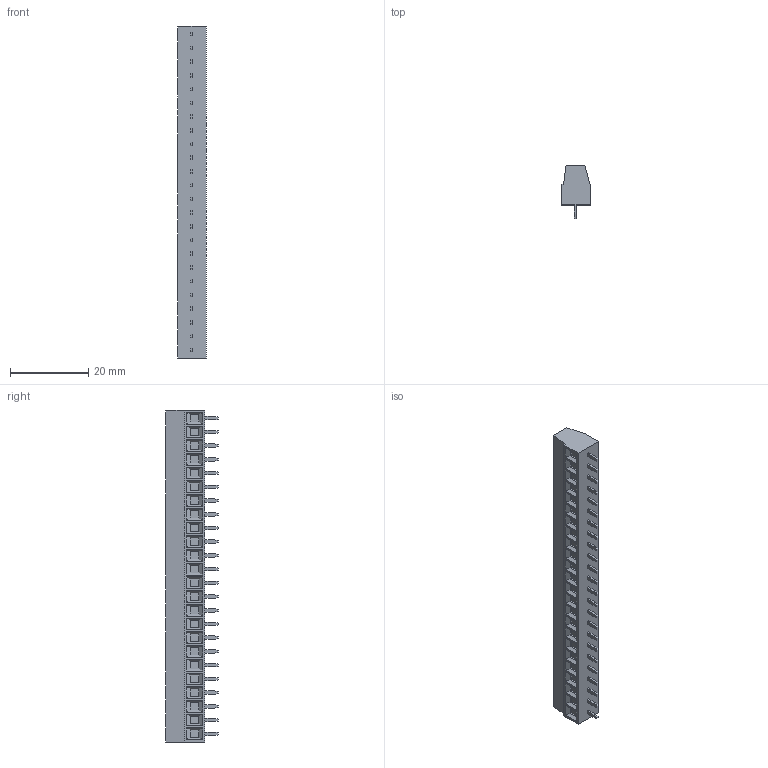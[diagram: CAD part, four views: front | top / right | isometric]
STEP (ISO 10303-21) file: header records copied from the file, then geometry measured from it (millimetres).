
FILE_DESCRIPTION((''),'2;1');
FILE_NAME('PRT0050','2024-10-31T',('yanfa'),(''),'PRO/ENGINEER BY PARAMETRIC TECHNOLOGY CORPORATION, 2009280','PRO/ENGINEER BY PARAMETRIC TECHNOLOGY CORPORATION, 2009280','');
FILE_SCHEMA(('AUTOMOTIVE_DESIGN_CC2 { 1 2 10303 214 -1 1 5 2 }'));
Length unit declared in the file: millimetre
Products named in the file (1): PRT0050
Bounding box: 7.3 x 13.5 x 84.7 mm (x, y, z)
Volume: 5231.5 mm3; surface area: 4011.8 mm2
Topology: 1 solids, 1 shells, 873 faces, 2037 edges, 1262 vertices
Faces by surface type: plane 537, cylinder 192, cone 96, torus 48
Entity records: 24659 total; most frequent: CARTESIAN_POINT 4508, DIRECTION 4215, ORIENTED_EDGE 4074, EDGE_CURVE 2037, VECTOR 1413, LINE 1413, AXIS2_PLACEMENT_3D 1401, VERTEX_POINT 1262
